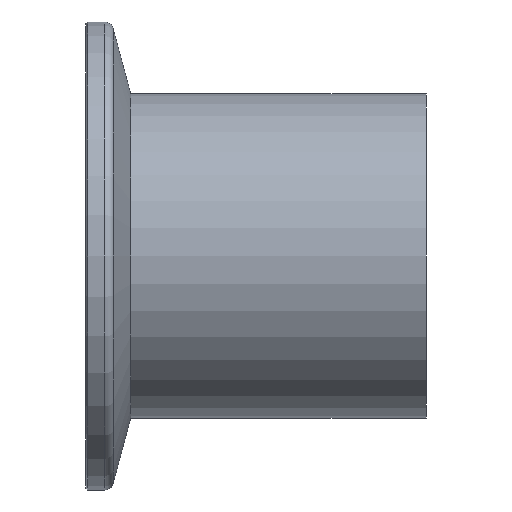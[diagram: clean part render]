
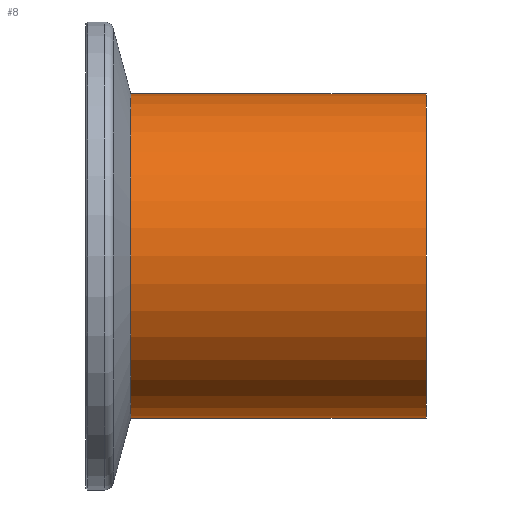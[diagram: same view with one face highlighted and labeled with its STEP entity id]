
A CAD part, left-side view. The second image highlights one B-rep face of the part: STEP entity #8.
In plain terms, the highlighted cylindrical face has radius 19.05 mm (diameter 38.1 mm), a partial arc.
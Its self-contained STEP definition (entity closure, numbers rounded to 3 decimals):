
#6 = DIRECTION ( 'NONE',  ( 0., 0., 1. ) ) ;
#8 = ADVANCED_FACE ( 'NONE', ( #192 ), #232, .T. ) ;
#34 = CARTESIAN_POINT ( 'NONE',  ( 0., 50.906, -19.05 ) ) ;
#36 = AXIS2_PLACEMENT_3D ( 'NONE', #533, #530, #75 ) ;
#50 = DIRECTION ( 'NONE',  ( 0., 1., 0. ) ) ;
#75 = DIRECTION ( 'NONE',  ( 0., 0., 1. ) ) ;
#83 = DIRECTION ( 'NONE',  ( 0., 1., 0. ) ) ;
#93 = CIRCLE ( 'NONE', #283, 19.05 ) ;
#123 = EDGE_CURVE ( 'NONE', #146, #485, #336, .T. ) ;
#146 = VERTEX_POINT ( 'NONE', #198 ) ;
#161 = DIRECTION ( 'NONE',  ( 0., 1., 0. ) ) ;
#189 = AXIS2_PLACEMENT_3D ( 'NONE', #209, #50, #337 ) ;
#192 = FACE_OUTER_BOUND ( 'NONE', #380, .T. ) ;
#198 = CARTESIAN_POINT ( 'NONE',  ( 0., 0., 19.05 ) ) ;
#209 = CARTESIAN_POINT ( 'NONE',  ( 0., 34.736, 0. ) ) ;
#230 = ORIENTED_EDGE ( 'NONE', *, *, #123, .T. ) ;
#232 = CYLINDRICAL_SURFACE ( 'NONE', #36, 19.05 ) ;
#262 = ORIENTED_EDGE ( 'NONE', *, *, #436, .T. ) ;
#270 = ORIENTED_EDGE ( 'NONE', *, *, #467, .F. ) ;
#283 = AXIS2_PLACEMENT_3D ( 'NONE', #540, #161, #6 ) ;
#292 = CARTESIAN_POINT ( 'NONE',  ( 0., 0., -19.05 ) ) ;
#297 = CARTESIAN_POINT ( 'NONE',  ( 0., 34.736, -19.05 ) ) ;
#322 = VERTEX_POINT ( 'NONE', #292 ) ;
#336 = LINE ( 'NONE', #508, #491 ) ;
#337 = DIRECTION ( 'NONE',  ( 0., 0., 1. ) ) ;
#338 = VERTEX_POINT ( 'NONE', #297 ) ;
#343 = CARTESIAN_POINT ( 'NONE',  ( 0., 34.736, 19.05 ) ) ;
#346 = VECTOR ( 'NONE', #83, 1000. ) ;
#377 = EDGE_CURVE ( 'NONE', #338, #485, #419, .T. ) ;
#380 = EDGE_LOOP ( 'NONE', ( #270, #262, #230, #519 ) ) ;
#419 = CIRCLE ( 'NONE', #189, 19.05 ) ;
#436 = EDGE_CURVE ( 'NONE', #322, #146, #93, .T. ) ;
#467 = EDGE_CURVE ( 'NONE', #322, #338, #499, .T. ) ;
#469 = DIRECTION ( 'NONE',  ( 0., 1., 0. ) ) ;
#485 = VERTEX_POINT ( 'NONE', #343 ) ;
#491 = VECTOR ( 'NONE', #469, 1000. ) ;
#499 = LINE ( 'NONE', #34, #346 ) ;
#508 = CARTESIAN_POINT ( 'NONE',  ( 0., 50.906, 19.05 ) ) ;
#519 = ORIENTED_EDGE ( 'NONE', *, *, #377, .F. ) ;
#530 = DIRECTION ( 'NONE',  ( 0., 1., 0. ) ) ;
#533 = CARTESIAN_POINT ( 'NONE',  ( 0., 50.906, 0. ) ) ;
#540 = CARTESIAN_POINT ( 'NONE',  ( 0., 0., 0. ) ) ;
